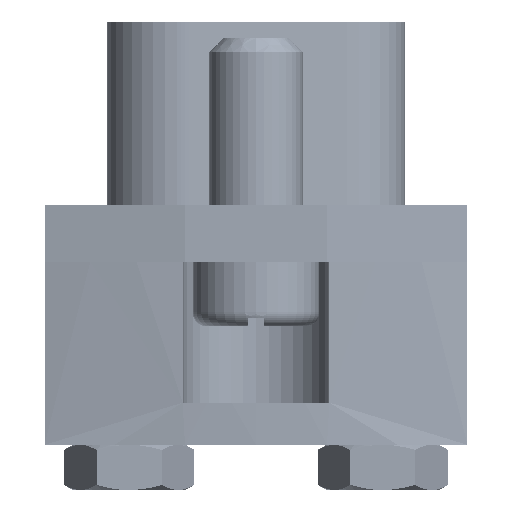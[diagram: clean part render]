
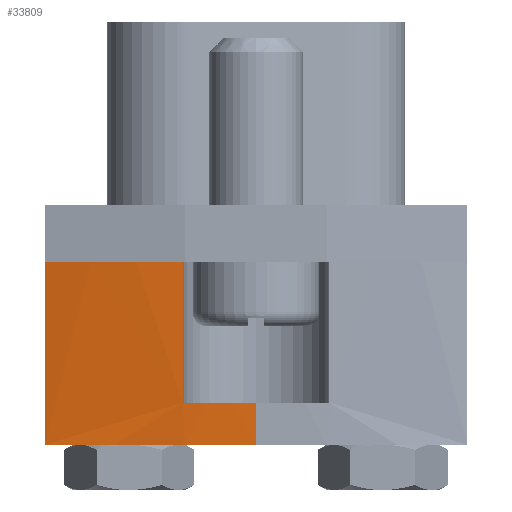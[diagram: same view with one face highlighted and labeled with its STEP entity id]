
A CAD part, left-side view. The second image highlights one B-rep face of the part: STEP entity #33809.
In plain terms, the highlighted cylindrical face has radius 33 mm (diameter 66 mm), a partial arc.
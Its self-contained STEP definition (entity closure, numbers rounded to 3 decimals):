
#106 = VECTOR ( 'NONE', #9038, 1000. ) ;
#295 = DIRECTION ( 'NONE',  ( 0., 0., -1. ) ) ;
#1687 = CIRCLE ( 'NONE', #5925, 33. ) ;
#2363 = DIRECTION ( 'NONE',  ( -1., 0., 0. ) ) ;
#3833 = EDGE_CURVE ( 'NONE', #29777, #16366, #23779, .T. ) ;
#4246 = LINE ( 'NONE', #4864, #11560 ) ;
#4864 = CARTESIAN_POINT ( 'NONE',  ( 32.136, -7.5, -6.5 ) ) ;
#5925 = AXIS2_PLACEMENT_3D ( 'NONE', #16808, #295, #19539 ) ;
#6358 = CYLINDRICAL_SURFACE ( 'NONE', #9037, 33. ) ;
#6989 = EDGE_CURVE ( 'NONE', #16366, #33260, #1687, .T. ) ;
#7317 = EDGE_CURVE ( 'NONE', #16722, #14602, #4246, .T. ) ;
#7509 = ORIENTED_EDGE ( 'NONE', *, *, #7317, .F. ) ;
#8091 = FACE_OUTER_BOUND ( 'NONE', #31139, .T. ) ;
#8361 = ORIENTED_EDGE ( 'NONE', *, *, #6989, .T. ) ;
#8432 = CARTESIAN_POINT ( 'NONE',  ( 33., 0., -6.5 ) ) ;
#9037 = AXIS2_PLACEMENT_3D ( 'NONE', #34532, #20838, #31761 ) ;
#9038 = DIRECTION ( 'NONE',  ( 0., 0., 1. ) ) ;
#9113 = CARTESIAN_POINT ( 'NONE',  ( 32.136, -7.5, 0. ) ) ;
#10273 = CARTESIAN_POINT ( 'NONE',  ( 32.136, -7.5, -6.5 ) ) ;
#11525 = CIRCLE ( 'NONE', #27862, 33. ) ;
#11560 = VECTOR ( 'NONE', #21323, 1000. ) ;
#11974 = CARTESIAN_POINT ( 'NONE',  ( 0., 0., 0. ) ) ;
#13407 = DIRECTION ( 'NONE',  ( 0., 0., -1. ) ) ;
#14190 = ORIENTED_EDGE ( 'NONE', *, *, #3833, .T. ) ;
#14323 = AXIS2_PLACEMENT_3D ( 'NONE', #35299, #18835, #2363 ) ;
#14602 = VERTEX_POINT ( 'NONE', #9113 ) ;
#14755 = DIRECTION ( 'NONE',  ( -1., 0., 0. ) ) ;
#16101 = CARTESIAN_POINT ( 'NONE',  ( 32.897, -2.6, 0. ) ) ;
#16366 = VERTEX_POINT ( 'NONE', #25164 ) ;
#16553 = VECTOR ( 'NONE', #13407, 1000. ) ;
#16722 = VERTEX_POINT ( 'NONE', #10273 ) ;
#16808 = CARTESIAN_POINT ( 'NONE',  ( 0., 0., -5. ) ) ;
#17789 = EDGE_CURVE ( 'NONE', #16722, #29777, #20621, .T. ) ;
#18363 = ORIENTED_EDGE ( 'NONE', *, *, #17789, .T. ) ;
#18835 = DIRECTION ( 'NONE',  ( 0., 0., 1. ) ) ;
#19475 = VERTEX_POINT ( 'NONE', #16101 ) ;
#19539 = DIRECTION ( 'NONE',  ( 1., 0., 0. ) ) ;
#20621 = CIRCLE ( 'NONE', #14323, 33. ) ;
#20838 = DIRECTION ( 'NONE',  ( 0., 0., 1. ) ) ;
#21323 = DIRECTION ( 'NONE',  ( 0., 0., 1. ) ) ;
#22882 = CARTESIAN_POINT ( 'NONE',  ( 32.897, -2.6, -5. ) ) ;
#23779 = LINE ( 'NONE', #34496, #106 ) ;
#23817 = LINE ( 'NONE', #29856, #16553 ) ;
#24696 = EDGE_CURVE ( 'NONE', #14602, #19475, #11525, .T. ) ;
#25164 = CARTESIAN_POINT ( 'NONE',  ( 33., 0., -5. ) ) ;
#26844 = EDGE_CURVE ( 'NONE', #19475, #33260, #23817, .T. ) ;
#27862 = AXIS2_PLACEMENT_3D ( 'NONE', #11974, #31197, #14755 ) ;
#29777 = VERTEX_POINT ( 'NONE', #8432 ) ;
#29856 = CARTESIAN_POINT ( 'NONE',  ( 32.897, -2.6, -6.5 ) ) ;
#31139 = EDGE_LOOP ( 'NONE', ( #18363, #14190, #8361, #32763, #32638, #7509 ) ) ;
#31197 = DIRECTION ( 'NONE',  ( 0., 0., 1. ) ) ;
#31761 = DIRECTION ( 'NONE',  ( 1., 0., 0. ) ) ;
#32638 = ORIENTED_EDGE ( 'NONE', *, *, #24696, .F. ) ;
#32763 = ORIENTED_EDGE ( 'NONE', *, *, #26844, .F. ) ;
#33260 = VERTEX_POINT ( 'NONE', #22882 ) ;
#33809 = ADVANCED_FACE ( 'NONE', ( #8091 ), #6358, .T. ) ;
#34496 = CARTESIAN_POINT ( 'NONE',  ( 33., 0., -6.5 ) ) ;
#34532 = CARTESIAN_POINT ( 'NONE',  ( 0., 0., -6.5 ) ) ;
#35299 = CARTESIAN_POINT ( 'NONE',  ( 0., 0., -6.5 ) ) ;
